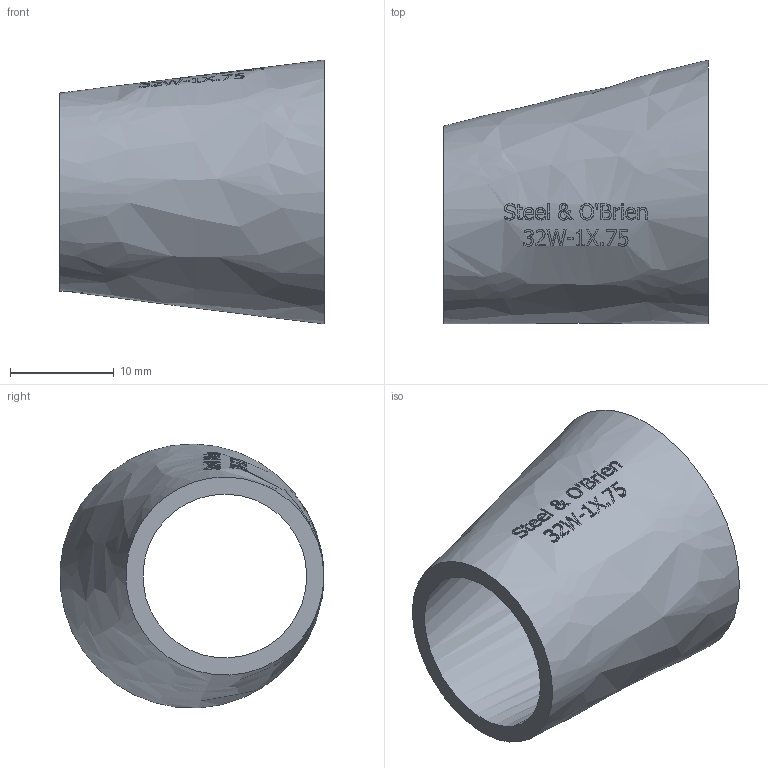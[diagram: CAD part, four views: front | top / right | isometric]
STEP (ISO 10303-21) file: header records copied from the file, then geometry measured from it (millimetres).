
FILE_DESCRIPTION(/* description */ (''),/* implementation_level */ '2;1');
FILE_NAME(/* name */ '32W-1X.75.stp',/* time_stamp */ '2019-07-31T13:20:15-04:00',/* author */ ('rick'),/* organization */ (''),/* preprocessor_version */ 'ST-DEVELOPER v15.2',/* originating_system */ 'Autodesk Inventor 2014',/* authorisation */ '');
FILE_SCHEMA (('AUTOMOTIVE_DESIGN { 1 0 10303 214 3 1 1 }'));
Length unit declared in the file: inch
Products named in the file (1): 32W-1X.75
Bounding box: 25.4 x 25.37 x 25.38 mm (x, y, z)
Volume: 2709.1 mm3; surface area: 3552.1 mm2
Topology: 1 solids, 1 shells, 365 faces, 1039 edges, 694 vertices
Faces by surface type: bspline 212, plane 153
Entity records: 15456 total; most frequent: CARTESIAN_POINT 7649, ORIENTED_EDGE 2078, EDGE_CURVE 1039, DIRECTION 848, VERTEX_POINT 694, B_SPLINE_CURVE_WITH_KNOTS 554, EDGE_LOOP 385, ADVANCED_FACE 365
